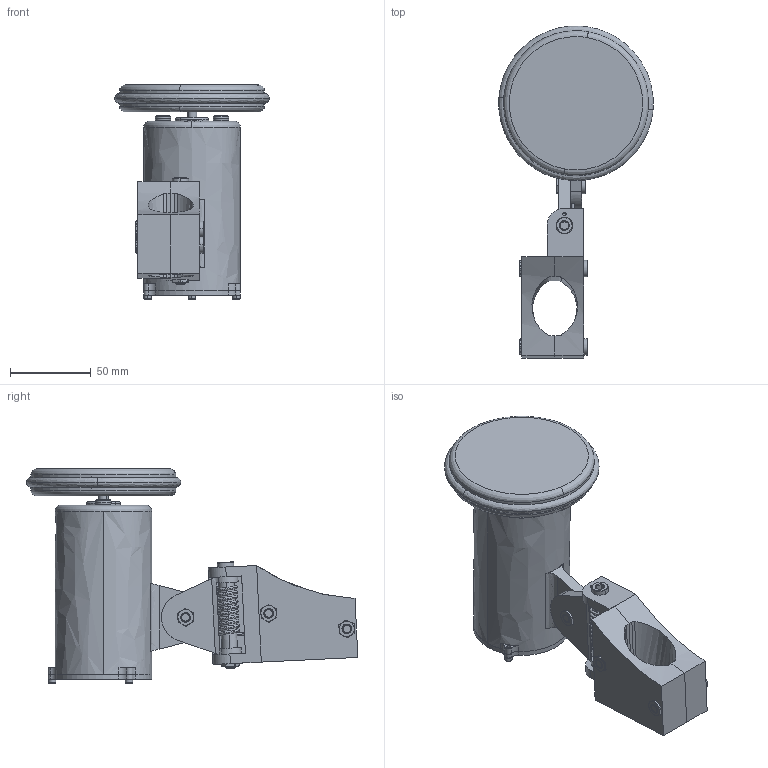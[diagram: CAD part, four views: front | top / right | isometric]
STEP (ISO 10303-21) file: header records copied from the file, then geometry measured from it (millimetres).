
FILE_DESCRIPTION(('FreeCAD Model'),'2;1');
FILE_NAME('Open CASCADE Shape Model','2025-05-09T18:04:16',('FreeCAD'),( 'FreeCAD'),'Open CASCADE STEP processor 7.6','FreeCAD','Unknown');
FILE_SCHEMA(('AUTOMOTIVE_DESIGN { 1 0 10303 214 1 1 1 1 }'));
Products named in the file (1): Open CASCADE STEP translator 7.6 1
Bounding box: 95.38 x 205.16 x 132.48 mm (x, y, z)
Volume: 308062.9 mm3; surface area: 164132.4 mm2
Topology: 34 solids, 34 shells, 1171 faces, 3003 edges, 1893 vertices
Faces by surface type: bspline 1171
Entity records: 47336 total; most frequent: CARTESIAN_POINT 30798, ORIENTED_EDGE 5894, EDGE_CURVE 2947, VERTEX_POINT 1893, B_SPLINE_CURVE_WITH_KNOTS 1435, FACE_BOUND 1332, EDGE_LOOP 1332, ADVANCED_FACE 1171
